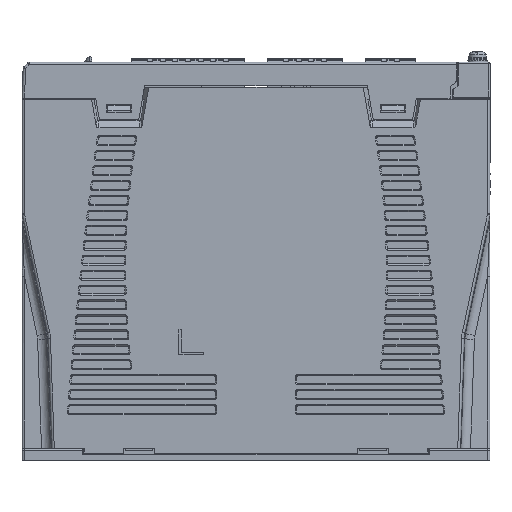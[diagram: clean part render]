
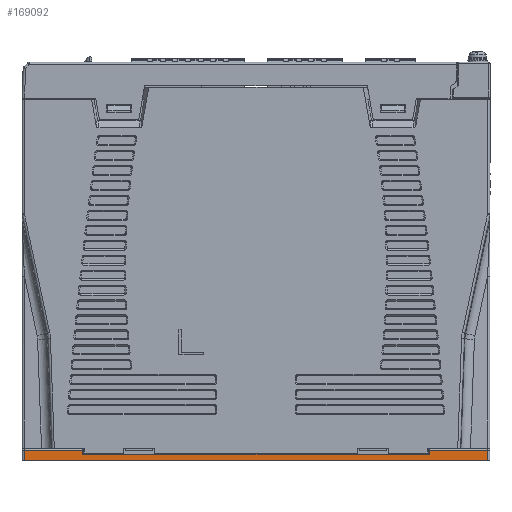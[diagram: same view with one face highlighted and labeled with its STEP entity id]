
A CAD part, left-side view. The second image highlights one B-rep face of the part: STEP entity #169092.
In plain terms, the highlighted planar face has unit normal (-1, 0, 0).
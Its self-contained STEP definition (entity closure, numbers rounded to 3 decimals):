
#476 = CARTESIAN_POINT ( 'NONE',  ( 0., 69.527, -2.5 ) ) ;
#599 = ORIENTED_EDGE ( 'NONE', *, *, #222192, .T. ) ;
#2448 = DIRECTION ( 'NONE',  ( 1., 0., 0. ) ) ;
#11293 = ORIENTED_EDGE ( 'NONE', *, *, #37521, .F. ) ;
#24230 = ORIENTED_EDGE ( 'NONE', *, *, #43544, .T. ) ;
#30778 = CARTESIAN_POINT ( 'NONE',  ( 0., 69.527, -0.795 ) ) ;
#32485 = CARTESIAN_POINT ( 'NONE',  ( 0., -94., -0.795 ) ) ;
#35777 = CARTESIAN_POINT ( 'NONE',  ( 0., -69.527, -0.795 ) ) ;
#37521 = EDGE_CURVE ( 'NONE', #169229, #147241, #124021, .T. ) ;
#41803 = DIRECTION ( 'NONE',  ( 0., -1., 0. ) ) ;
#43544 = EDGE_CURVE ( 'NONE', #228673, #71641, #226931, .T. ) ;
#54112 = CARTESIAN_POINT ( 'NONE',  ( 0., 93., -0.795 ) ) ;
#54135 = ORIENTED_EDGE ( 'NONE', *, *, #96970, .T. ) ;
#55418 = DIRECTION ( 'NONE',  ( 0., 0., 1. ) ) ;
#56438 = VECTOR ( 'NONE', #172537, 1000. ) ;
#59938 = DIRECTION ( 'NONE',  ( 0., 1., 0. ) ) ;
#62589 = DIRECTION ( 'NONE',  ( 0., 0., -1. ) ) ;
#68548 = VECTOR ( 'NONE', #201353, 1000. ) ;
#69611 = CARTESIAN_POINT ( 'NONE',  ( 0., 93., -5. ) ) ;
#71641 = VERTEX_POINT ( 'NONE', #54112 ) ;
#87630 = VERTEX_POINT ( 'NONE', #118825 ) ;
#96970 = EDGE_CURVE ( 'NONE', #87630, #228673, #160465, .T. ) ;
#99474 = EDGE_CURVE ( 'NONE', #71641, #147241, #152354, .T. ) ;
#102840 = VECTOR ( 'NONE', #41803, 1000. ) ;
#105527 = FACE_OUTER_BOUND ( 'NONE', #209959, .T. ) ;
#108545 = DIRECTION ( 'NONE',  ( 0., 0., 1. ) ) ;
#111095 = VECTOR ( 'NONE', #62589, 1000. ) ;
#114698 = PLANE ( 'NONE',  #233529 ) ;
#116321 = CARTESIAN_POINT ( 'NONE',  ( 0., -69.3, -2.5 ) ) ;
#117103 = CARTESIAN_POINT ( 'NONE',  ( 0., -93., -5. ) ) ;
#118825 = CARTESIAN_POINT ( 'NONE',  ( 0., 69.527, -2.5 ) ) ;
#124021 = LINE ( 'NONE', #134874, #56438 ) ;
#126439 = LINE ( 'NONE', #116321, #102840 ) ;
#133234 = ORIENTED_EDGE ( 'NONE', *, *, #236120, .T. ) ;
#133676 = CARTESIAN_POINT ( 'NONE',  ( 0., -94., -2.5 ) ) ;
#134874 = CARTESIAN_POINT ( 'NONE',  ( 0., -94., -5. ) ) ;
#136952 = VECTOR ( 'NONE', #55418, 1000. ) ;
#144900 = ORIENTED_EDGE ( 'NONE', *, *, #236706, .F. ) ;
#147241 = VERTEX_POINT ( 'NONE', #69611 ) ;
#152354 = LINE ( 'NONE', #157793, #111095 ) ;
#155844 = VERTEX_POINT ( 'NONE', #216694 ) ;
#157661 = LINE ( 'NONE', #167816, #195952 ) ;
#157793 = CARTESIAN_POINT ( 'NONE',  ( 0., 93., -5. ) ) ;
#159386 = VECTOR ( 'NONE', #59938, 1000. ) ;
#160465 = LINE ( 'NONE', #476, #136952 ) ;
#167532 = VERTEX_POINT ( 'NONE', #233881 ) ;
#167816 = CARTESIAN_POINT ( 'NONE',  ( 0., -69.527, -2.5 ) ) ;
#169092 = ADVANCED_FACE ( 'NONE', ( #105527 ), #114698, .F. ) ;
#169229 = VERTEX_POINT ( 'NONE', #117103 ) ;
#172537 = DIRECTION ( 'NONE',  ( 0., 1., 0. ) ) ;
#185077 = DIRECTION ( 'NONE',  ( 0., 0., 1. ) ) ;
#185083 = VERTEX_POINT ( 'NONE', #35777 ) ;
#186955 = DIRECTION ( 'NONE',  ( 0., 0., 1. ) ) ;
#188244 = VECTOR ( 'NONE', #108545, 1000. ) ;
#189826 = ORIENTED_EDGE ( 'NONE', *, *, #99474, .T. ) ;
#195952 = VECTOR ( 'NONE', #185077, 1000. ) ;
#201353 = DIRECTION ( 'NONE',  ( 0., 1., 0. ) ) ;
#209898 = EDGE_CURVE ( 'NONE', #155844, #185083, #157661, .T. ) ;
#209959 = EDGE_LOOP ( 'NONE', ( #54135, #24230, #189826, #11293, #133234, #599, #213557, #144900 ) ) ;
#213557 = ORIENTED_EDGE ( 'NONE', *, *, #209898, .F. ) ;
#216694 = CARTESIAN_POINT ( 'NONE',  ( 0., -69.527, -2.5 ) ) ;
#222192 = EDGE_CURVE ( 'NONE', #167532, #185083, #229693, .T. ) ;
#226931 = LINE ( 'NONE', #32485, #68548 ) ;
#227437 = CARTESIAN_POINT ( 'NONE',  ( 0., -93., -2.5 ) ) ;
#228673 = VERTEX_POINT ( 'NONE', #30778 ) ;
#228870 = CARTESIAN_POINT ( 'NONE',  ( 0., -94., -0.795 ) ) ;
#229693 = LINE ( 'NONE', #228870, #159386 ) ;
#232216 = LINE ( 'NONE', #227437, #188244 ) ;
#233529 = AXIS2_PLACEMENT_3D ( 'NONE', #133676, #2448, #186955 ) ;
#233881 = CARTESIAN_POINT ( 'NONE',  ( 0., -93., -0.795 ) ) ;
#236120 = EDGE_CURVE ( 'NONE', #169229, #167532, #232216, .T. ) ;
#236706 = EDGE_CURVE ( 'NONE', #87630, #155844, #126439, .T. ) ;
